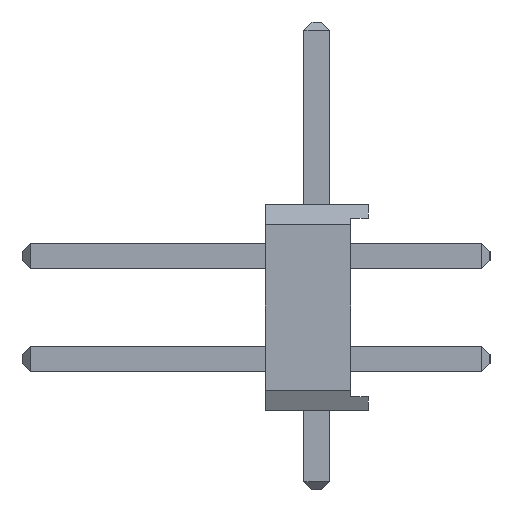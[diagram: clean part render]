
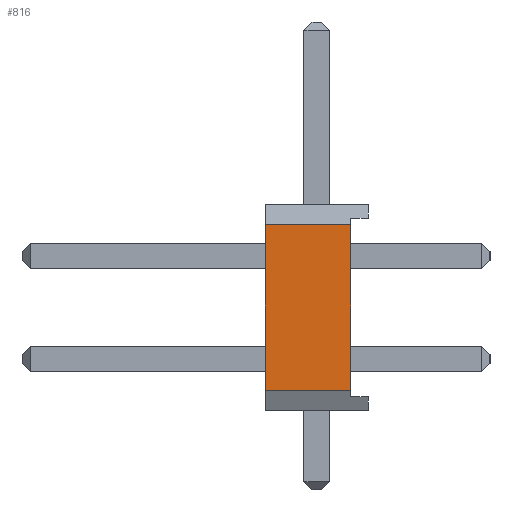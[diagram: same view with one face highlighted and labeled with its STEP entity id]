
A CAD part, left-side view. The second image highlights one B-rep face of the part: STEP entity #816.
In plain terms, the highlighted planar face has unit normal (-1, 0, 0).
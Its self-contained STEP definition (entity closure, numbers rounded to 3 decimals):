
#816 = ADVANCED_FACE( '', ( #1752 ), #1753, .T. );
#1752 = FACE_OUTER_BOUND( '', #2748, .T. );
#1753 = PLANE( '', #2749 );
#2748 = EDGE_LOOP( '', ( #5465, #5466, #5467, #5468 ) );
#2749 = AXIS2_PLACEMENT_3D( '', #5469, #5470, #5471 );
#5465 = ORIENTED_EDGE( '', *, *, #6166, .F. );
#5466 = ORIENTED_EDGE( '', *, *, #6669, .T. );
#5467 = ORIENTED_EDGE( '', *, *, #5810, .T. );
#5468 = ORIENTED_EDGE( '', *, *, #6550, .T. );
#5469 = CARTESIAN_POINT( '', ( -19.05, 0., 0. ) );
#5470 = DIRECTION( '', ( -1., 0., 0. ) );
#5471 = DIRECTION( '', ( 0., 0., 1. ) );
#5810 = EDGE_CURVE( '', #6937, #6946, #6948, .T. );
#6166 = EDGE_CURVE( '', #7560, #7562, #7563, .T. );
#6550 = EDGE_CURVE( '', #6946, #7562, #8150, .T. );
#6669 = EDGE_CURVE( '', #7560, #6937, #8319, .T. );
#6937 = VERTEX_POINT( '', #8629 );
#6946 = VERTEX_POINT( '', #8642 );
#6948 = LINE( '', #8645, #8646 );
#7560 = VERTEX_POINT( '', #9541 );
#7562 = VERTEX_POINT( '', #9544 );
#7563 = LINE( '', #9545, #9546 );
#8150 = LINE( '', #10437, #10438 );
#8319 = LINE( '', #10711, #10712 );
#8629 = CARTESIAN_POINT( '', ( -19.05, -0.832, 0.77 ) );
#8642 = CARTESIAN_POINT( '', ( -19.05, 1.27, 0.77 ) );
#8645 = CARTESIAN_POINT( '', ( -19.05, 0., 0.77 ) );
#8646 = VECTOR( '', #11169, 1000. );
#9541 = CARTESIAN_POINT( '', ( -19.05, -0.832, -3.31 ) );
#9544 = CARTESIAN_POINT( '', ( -19.05, 1.27, -3.31 ) );
#9545 = CARTESIAN_POINT( '', ( -19.05, 0., -3.31 ) );
#9546 = VECTOR( '', #11454, 1000. );
#10437 = CARTESIAN_POINT( '', ( -19.05, 1.27, 1.27 ) );
#10438 = VECTOR( '', #11759, 1000. );
#10711 = CARTESIAN_POINT( '', ( -19.05, -0.832, 0. ) );
#10712 = VECTOR( '', #11864, 1000. );
#11169 = DIRECTION( '', ( 0., 1., 0. ) );
#11454 = DIRECTION( '', ( 0., 1., 0. ) );
#11759 = DIRECTION( '', ( 0., 0., -1. ) );
#11864 = DIRECTION( '', ( 0., 0., 1. ) );
